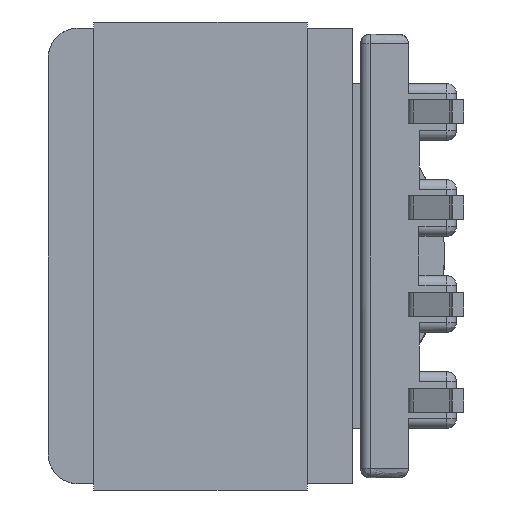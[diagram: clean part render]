
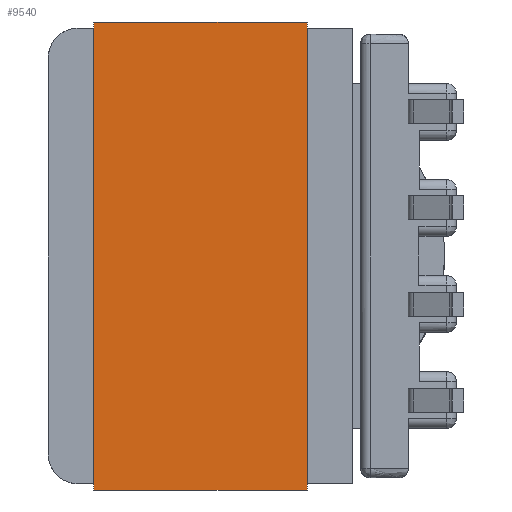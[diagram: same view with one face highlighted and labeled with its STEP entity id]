
A CAD part, left-side view. The second image highlights one B-rep face of the part: STEP entity #9540.
In plain terms, the highlighted free-form (B-spline) face has degree [1, 1] with [2, 2] control points.
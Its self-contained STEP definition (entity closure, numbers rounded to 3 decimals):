
#9540 = ADVANCED_FACE('',(#9541),#9571,.T.);
#9541 = FACE_BOUND('',#9542,.T.);
#9542 = EDGE_LOOP('',(#9543,#9552,#9559,#9566));
#9543 = ORIENTED_EDGE('',*,*,#9544,.T.);
#9544 = EDGE_CURVE('',#9545,#9547,#9549,.T.);
#9545 = VERTEX_POINT('',#9546);
#9546 = CARTESIAN_POINT('',(-11.501,3.57,-11.198)
  );
#9547 = VERTEX_POINT('',#9548);
#9548 = CARTESIAN_POINT('',(-11.501,3.57,-0.532)
  );
#9549 = B_SPLINE_CURVE_WITH_KNOTS('',1,(#9550,#9551),.UNSPECIFIED.,.F.,
  .F.,(2,2),(-12.13,0.),.PIECEWISE_BEZIER_KNOTS.);
#9550 = CARTESIAN_POINT('',(-11.501,3.57,-11.198)
  );
#9551 = CARTESIAN_POINT('',(-11.501,3.57,-0.532)
  );
#9552 = ORIENTED_EDGE('',*,*,#9553,.T.);
#9553 = EDGE_CURVE('',#9547,#9554,#9556,.T.);
#9554 = VERTEX_POINT('',#9555);
#9555 = CARTESIAN_POINT('',(-11.501,8.441,-0.532)
  );
#9556 = B_SPLINE_CURVE_WITH_KNOTS('',1,(#9557,#9558),.UNSPECIFIED.,.F.,
  .F.,(2,2),(0.,5.54),.PIECEWISE_BEZIER_KNOTS.);
#9557 = CARTESIAN_POINT('',(-11.501,3.57,-0.532)
  );
#9558 = CARTESIAN_POINT('',(-11.501,8.441,-0.532)
  );
#9559 = ORIENTED_EDGE('',*,*,#9560,.T.);
#9560 = EDGE_CURVE('',#9554,#9561,#9563,.T.);
#9561 = VERTEX_POINT('',#9562);
#9562 = CARTESIAN_POINT('',(-11.501,8.441,-11.198)
  );
#9563 = B_SPLINE_CURVE_WITH_KNOTS('',1,(#9564,#9565),.UNSPECIFIED.,.F.,
  .F.,(2,2),(0.,12.13),.PIECEWISE_BEZIER_KNOTS.);
#9564 = CARTESIAN_POINT('',(-11.501,8.441,-0.532)
  );
#9565 = CARTESIAN_POINT('',(-11.501,8.441,-11.198)
  );
#9566 = ORIENTED_EDGE('',*,*,#9567,.T.);
#9567 = EDGE_CURVE('',#9561,#9545,#9568,.T.);
#9568 = B_SPLINE_CURVE_WITH_KNOTS('',1,(#9569,#9570),.UNSPECIFIED.,.F.,
  .F.,(2,2),(-5.54,0.),.PIECEWISE_BEZIER_KNOTS.);
#9569 = CARTESIAN_POINT('',(-11.501,8.441,-11.198)
  );
#9570 = CARTESIAN_POINT('',(-11.501,3.57,-11.198)
  );
#9571 = B_SPLINE_SURFACE_WITH_KNOTS('',1,1,(
    (#9572,#9573)
    ,(#9574,#9575
    )),.UNSPECIFIED.,.F.,.F.,.F.,(2,2),(2,2),(-12.13,0.)
  ,(0.,5.54),.PIECEWISE_BEZIER_KNOTS.);
#9572 = CARTESIAN_POINT('',(-11.501,3.57,-11.198)
  );
#9573 = CARTESIAN_POINT('',(-11.501,8.441,-11.198)
  );
#9574 = CARTESIAN_POINT('',(-11.501,3.57,-0.532)
  );
#9575 = CARTESIAN_POINT('',(-11.501,8.441,-0.532)
  );
